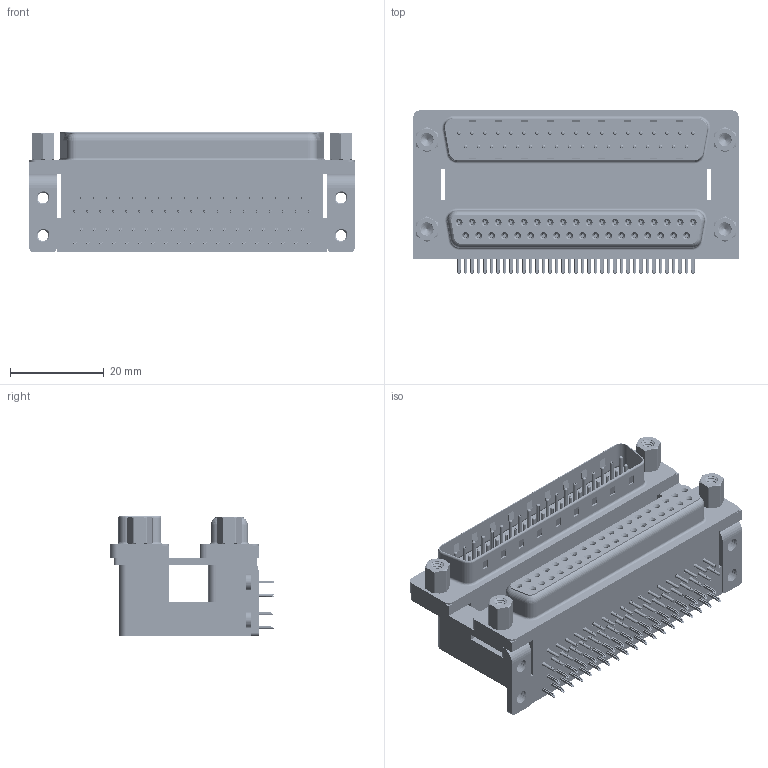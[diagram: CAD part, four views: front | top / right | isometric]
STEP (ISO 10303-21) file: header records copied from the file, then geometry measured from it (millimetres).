
FILE_DESCRIPTION (( 'STEP AP203' ), '1' );
FILE_NAME ('663-037-264-056.STEP', '2022-06-21T13:19:20', ( '' ), ( '' ), 'SwSTEP 2.0', 'SolidWorks 2020', '' );
FILE_SCHEMA (( 'CONFIG_CONTROL_DESIGN' ));
Length unit declared in the file: millimetre
Products named in the file (14): 663-037-264-056; 663 Contact Top Upper_M; 663 4-40 Threaded Board Mount; 663 Shell Plug_37 Contacts; 663 Contact Bottom Upper_M; 663 Housing Upper_37 Contacts M; 663 Threaded Rivet_4-40; 663 Contact Bottom Lower; 663 Housing Spacer_37 Contacts M; 663 Contact Top Lower; 663 Mounting Bracket_ThruM; 663 Shell Receptacle_37 Contacts; 663 Housing Lower_37 Contacts; 663 4-40 Hex Standoff 5
Assembly tree (93 placements, depth 2):
  663-037-264-056
    663 Housing Lower_37 Contacts
    663 Housing Spacer_37 Contacts M
    663 Housing Upper_37 Contacts M
    663 Shell Receptacle_37 Contacts
    663 Shell Plug_37 Contacts
    663 Contact Bottom Lower  x18
    663 Contact Top Lower  x19
    663 Contact Bottom Upper_M  x18
    663 Contact Top Upper_M  x19
    663 Mounting Bracket_ThruM  x2
    663 4-40 Threaded Board Mount  x4
    663 Threaded Rivet_4-40  x4
    663 4-40 Hex Standoff 5  x4
Bounding box: 69.32 x 34.78 x 25.6 mm (x, y, z)
Volume: 31684 mm3; surface area: 33610.7 mm2
Topology: 93 solids, 93 shells, 9337 faces, 24065 edges, 15037 vertices
Faces by surface type: plane 4797, cylinder 2397, bspline 1308, cone 544, torus 291
Entity records: 74790 total; most frequent: CARTESIAN_POINT 20472, ORIENTED_EDGE 10542, DIRECTION 10050, EDGE_CURVE 5271, VECTOR 3860, LINE 3860, VERTEX_POINT 3399, AXIS2_PLACEMENT_3D 3095
